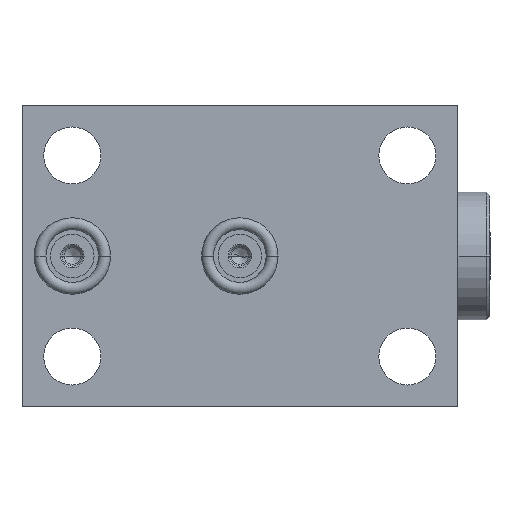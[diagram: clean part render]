
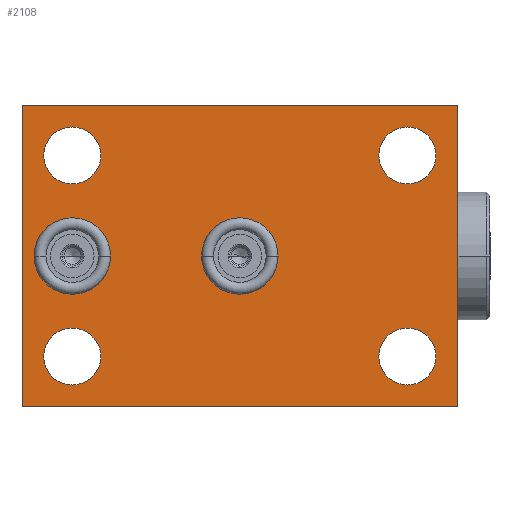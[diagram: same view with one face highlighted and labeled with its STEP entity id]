
A CAD part, front view. The second image highlights one B-rep face of the part: STEP entity #2108.
In plain terms, the highlighted planar face has unit normal (0, -1, 0).
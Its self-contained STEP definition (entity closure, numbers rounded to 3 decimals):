
#484=DIRECTION('',(0.,0.,1.));
#485=VECTOR('',#484,45.);
#486=CARTESIAN_POINT('',(-32.5,0.,-22.5));
#487=LINE('',#486,#485);
#488=DIRECTION('',(1.,0.,0.));
#489=VECTOR('',#488,65.);
#490=CARTESIAN_POINT('',(-32.5,0.,22.5));
#491=LINE('',#490,#489);
#492=DIRECTION('',(0.,0.,-1.));
#493=VECTOR('',#492,45.);
#494=CARTESIAN_POINT('',(32.5,0.,22.5));
#495=LINE('',#494,#493);
#496=DIRECTION('',(-1.,0.,0.));
#497=VECTOR('',#496,65.);
#498=CARTESIAN_POINT('',(32.5,0.,-22.5));
#499=LINE('',#498,#497);
#500=CARTESIAN_POINT('',(25.,0.,15.));
#501=DIRECTION('',(0.,-1.,0.));
#502=DIRECTION('',(1.,0.,0.));
#503=AXIS2_PLACEMENT_3D('',#500,#501,#502);
#505=CARTESIAN_POINT('',(25.,0.,15.));
#506=DIRECTION('',(0.,-1.,0.));
#507=DIRECTION('',(-1.,0.,0.));
#508=AXIS2_PLACEMENT_3D('',#505,#506,#507);
#510=CARTESIAN_POINT('',(-25.,0.,15.));
#511=DIRECTION('',(0.,-1.,0.));
#512=DIRECTION('',(1.,0.,0.));
#513=AXIS2_PLACEMENT_3D('',#510,#511,#512);
#515=CARTESIAN_POINT('',(-25.,0.,15.));
#516=DIRECTION('',(0.,-1.,0.));
#517=DIRECTION('',(-1.,0.,0.));
#518=AXIS2_PLACEMENT_3D('',#515,#516,#517);
#520=CARTESIAN_POINT('',(25.,0.,-15.));
#521=DIRECTION('',(0.,-1.,0.));
#522=DIRECTION('',(1.,0.,0.));
#523=AXIS2_PLACEMENT_3D('',#520,#521,#522);
#525=CARTESIAN_POINT('',(25.,0.,-15.));
#526=DIRECTION('',(0.,-1.,0.));
#527=DIRECTION('',(-1.,0.,0.));
#528=AXIS2_PLACEMENT_3D('',#525,#526,#527);
#530=CARTESIAN_POINT('',(-25.,0.,-15.));
#531=DIRECTION('',(0.,-1.,0.));
#532=DIRECTION('',(1.,0.,0.));
#533=AXIS2_PLACEMENT_3D('',#530,#531,#532);
#535=CARTESIAN_POINT('',(-25.,0.,-15.));
#536=DIRECTION('',(0.,-1.,0.));
#537=DIRECTION('',(-1.,0.,0.));
#538=AXIS2_PLACEMENT_3D('',#535,#536,#537);
#540=CARTESIAN_POINT('',(0.,0.,0.));
#541=DIRECTION('',(0.,-1.,0.));
#542=DIRECTION('',(-1.,0.,0.));
#543=AXIS2_PLACEMENT_3D('',#540,#541,#542);
#545=CARTESIAN_POINT('',(0.,0.,0.));
#546=DIRECTION('',(0.,-1.,0.));
#547=DIRECTION('',(1.,0.,0.));
#548=AXIS2_PLACEMENT_3D('',#545,#546,#547);
#550=CARTESIAN_POINT('',(-25.,0.,0.));
#551=DIRECTION('',(0.,-1.,0.));
#552=DIRECTION('',(-1.,0.,0.));
#553=AXIS2_PLACEMENT_3D('',#550,#551,#552);
#555=CARTESIAN_POINT('',(-25.,0.,0.));
#556=DIRECTION('',(0.,-1.,0.));
#557=DIRECTION('',(1.,0.,0.));
#558=AXIS2_PLACEMENT_3D('',#555,#556,#557);
#1325=CARTESIAN_POINT('',(-32.5,0.,-22.5));
#1326=CARTESIAN_POINT('',(-32.5,0.,22.5));
#1327=VERTEX_POINT('',#1325);
#1328=VERTEX_POINT('',#1326);
#1329=CARTESIAN_POINT('',(32.5,0.,22.5));
#1330=VERTEX_POINT('',#1329);
#1331=CARTESIAN_POINT('',(32.5,0.,-22.5));
#1332=VERTEX_POINT('',#1331);
#1341=CARTESIAN_POINT('',(29.255,0.,15.));
#1342=CARTESIAN_POINT('',(20.746,0.,15.));
#1343=VERTEX_POINT('',#1341);
#1344=VERTEX_POINT('',#1342);
#1345=CARTESIAN_POINT('',(-20.746,0.,15.));
#1346=CARTESIAN_POINT('',(-29.255,0.,15.));
#1347=VERTEX_POINT('',#1345);
#1348=VERTEX_POINT('',#1346);
#1349=CARTESIAN_POINT('',(29.255,0.,-15.));
#1350=CARTESIAN_POINT('',(20.746,0.,-15.));
#1351=VERTEX_POINT('',#1349);
#1352=VERTEX_POINT('',#1350);
#1353=CARTESIAN_POINT('',(-20.746,0.,-15.));
#1354=CARTESIAN_POINT('',(-29.255,0.,-15.));
#1355=VERTEX_POINT('',#1353);
#1356=VERTEX_POINT('',#1354);
#1455=CARTESIAN_POINT('',(-5.703,0.,0.));
#1456=VERTEX_POINT('',#1455);
#1457=CARTESIAN_POINT('',(5.703,0.,0.));
#1458=VERTEX_POINT('',#1457);
#1485=CARTESIAN_POINT('',(-30.703,0.,0.));
#1486=VERTEX_POINT('',#1485);
#1487=CARTESIAN_POINT('',(-19.298,0.,0.));
#1488=VERTEX_POINT('',#1487);
#2058=CARTESIAN_POINT('',(0.,0.,0.));
#2059=DIRECTION('',(0.,1.,0.));
#2060=DIRECTION('',(1.,0.,0.));
#2061=AXIS2_PLACEMENT_3D('',#2058,#2059,#2060);
#2062=PLANE('',#2061);
#2063=ORIENTED_EDGE('',*,*,#2048,.T.);
#2065=ORIENTED_EDGE('',*,*,#2064,.T.);
#2067=ORIENTED_EDGE('',*,*,#2066,.T.);
#2069=ORIENTED_EDGE('',*,*,#2068,.T.);
#2070=EDGE_LOOP('',(#2063,#2065,#2067,#2069));
#2071=FACE_OUTER_BOUND('',#2070,.F.);
#2073=ORIENTED_EDGE('',*,*,#2072,.T.);
#2075=ORIENTED_EDGE('',*,*,#2074,.T.);
#2076=EDGE_LOOP('',(#2073,#2075));
#2077=FACE_BOUND('',#2076,.F.);
#2079=ORIENTED_EDGE('',*,*,#2078,.T.);
#2081=ORIENTED_EDGE('',*,*,#2080,.T.);
#2082=EDGE_LOOP('',(#2079,#2081));
#2083=FACE_BOUND('',#2082,.F.);
#2085=ORIENTED_EDGE('',*,*,#2084,.T.);
#2087=ORIENTED_EDGE('',*,*,#2086,.T.);
#2088=EDGE_LOOP('',(#2085,#2087));
#2089=FACE_BOUND('',#2088,.F.);
#2091=ORIENTED_EDGE('',*,*,#2090,.T.);
#2093=ORIENTED_EDGE('',*,*,#2092,.T.);
#2094=EDGE_LOOP('',(#2091,#2093));
#2095=FACE_BOUND('',#2094,.F.);
#2097=ORIENTED_EDGE('',*,*,#2096,.T.);
#2099=ORIENTED_EDGE('',*,*,#2098,.T.);
#2100=EDGE_LOOP('',(#2097,#2099));
#2101=FACE_BOUND('',#2100,.F.);
#2103=ORIENTED_EDGE('',*,*,#2102,.T.);
#2105=ORIENTED_EDGE('',*,*,#2104,.T.);
#2106=EDGE_LOOP('',(#2103,#2105));
#2107=FACE_BOUND('',#2106,.F.);
#2108=ADVANCED_FACE('',(#2071,#2077,#2083,#2089,#2095,#2101,#2107),#2062,.F.);
#504=CIRCLE('',#503,4.255);
#509=CIRCLE('',#508,4.255);
#514=CIRCLE('',#513,4.255);
#519=CIRCLE('',#518,4.255);
#524=CIRCLE('',#523,4.255);
#529=CIRCLE('',#528,4.255);
#534=CIRCLE('',#533,4.255);
#539=CIRCLE('',#538,4.255);
#544=CIRCLE('',#543,5.703);
#549=CIRCLE('',#548,5.703);
#554=CIRCLE('',#553,5.703);
#559=CIRCLE('',#558,5.703);
#2048=EDGE_CURVE('',#1327,#1328,#487,.T.);
#2064=EDGE_CURVE('',#1328,#1330,#491,.T.);
#2066=EDGE_CURVE('',#1330,#1332,#495,.T.);
#2068=EDGE_CURVE('',#1332,#1327,#499,.T.);
#2072=EDGE_CURVE('',#1343,#1344,#504,.T.);
#2074=EDGE_CURVE('',#1344,#1343,#509,.T.);
#2078=EDGE_CURVE('',#1347,#1348,#514,.T.);
#2080=EDGE_CURVE('',#1348,#1347,#519,.T.);
#2084=EDGE_CURVE('',#1351,#1352,#524,.T.);
#2086=EDGE_CURVE('',#1352,#1351,#529,.T.);
#2090=EDGE_CURVE('',#1355,#1356,#534,.T.);
#2092=EDGE_CURVE('',#1356,#1355,#539,.T.);
#2096=EDGE_CURVE('',#1456,#1458,#544,.T.);
#2098=EDGE_CURVE('',#1458,#1456,#549,.T.);
#2102=EDGE_CURVE('',#1486,#1488,#554,.T.);
#2104=EDGE_CURVE('',#1488,#1486,#559,.T.);
